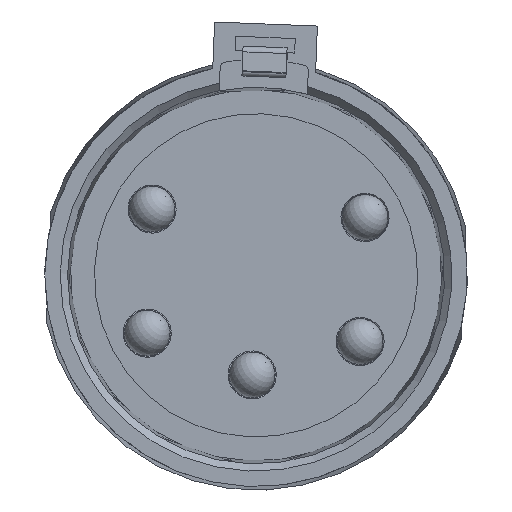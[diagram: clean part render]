
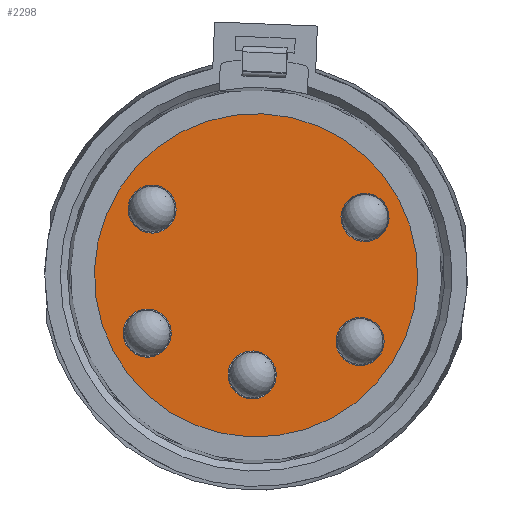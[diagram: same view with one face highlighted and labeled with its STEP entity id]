
A CAD part, left-side view. The second image highlights one B-rep face of the part: STEP entity #2298.
In plain terms, the highlighted planar face has unit normal (-1, 0, 0).
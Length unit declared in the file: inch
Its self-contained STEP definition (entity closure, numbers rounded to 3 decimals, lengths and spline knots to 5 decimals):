
#151=FACE_BOUND('',#649,.T.);
#152=FACE_BOUND('',#650,.T.);
#153=FACE_BOUND('',#651,.T.);
#154=FACE_BOUND('',#652,.T.);
#155=FACE_BOUND('',#653,.T.);
#489=PLANE('',#2524);
#546=FACE_OUTER_BOUND('',#648,.T.);
#648=EDGE_LOOP('',(#2050));
#649=EDGE_LOOP('',(#2051));
#650=EDGE_LOOP('',(#2052));
#651=EDGE_LOOP('',(#2053));
#652=EDGE_LOOP('',(#2054));
#653=EDGE_LOOP('',(#2055));
#841=CIRCLE('',#2525,0.405);
#842=CIRCLE('',#2526,0.0602);
#843=CIRCLE('',#2527,0.0602);
#844=CIRCLE('',#2528,0.0602);
#845=CIRCLE('',#2529,0.0602);
#846=CIRCLE('',#2530,0.0602);
#1165=VERTEX_POINT('',#4372);
#1166=VERTEX_POINT('',#4374);
#1167=VERTEX_POINT('',#4376);
#1168=VERTEX_POINT('',#4378);
#1169=VERTEX_POINT('',#4380);
#1170=VERTEX_POINT('',#4382);
#1567=EDGE_CURVE('',#1165,#1165,#841,.T.);
#1568=EDGE_CURVE('',#1166,#1166,#842,.T.);
#1569=EDGE_CURVE('',#1167,#1167,#843,.T.);
#1570=EDGE_CURVE('',#1168,#1168,#844,.T.);
#1571=EDGE_CURVE('',#1169,#1169,#845,.T.);
#1572=EDGE_CURVE('',#1170,#1170,#846,.T.);
#2050=ORIENTED_EDGE('',*,*,#1567,.T.);
#2051=ORIENTED_EDGE('',*,*,#1568,.T.);
#2052=ORIENTED_EDGE('',*,*,#1569,.T.);
#2053=ORIENTED_EDGE('',*,*,#1570,.T.);
#2054=ORIENTED_EDGE('',*,*,#1571,.T.);
#2055=ORIENTED_EDGE('',*,*,#1572,.T.);
#2298=ADVANCED_FACE('',(#546,#151,#152,#153,#154,#155),#489,.F.);
#2524=AXIS2_PLACEMENT_3D('',#4371,#3034,#3035);
#2525=AXIS2_PLACEMENT_3D('',#4373,#3036,#3037);
#2526=AXIS2_PLACEMENT_3D('',#4375,#3038,#3039);
#2527=AXIS2_PLACEMENT_3D('',#4377,#3040,#3041);
#2528=AXIS2_PLACEMENT_3D('',#4379,#3042,#3043);
#2529=AXIS2_PLACEMENT_3D('',#4381,#3044,#3045);
#2530=AXIS2_PLACEMENT_3D('',#4383,#3046,#3047);
#3034=DIRECTION('center_axis',(1.,0.,0.));
#3035=DIRECTION('ref_axis',(0.,0.911,-0.412));
#3036=DIRECTION('center_axis',(-1.,0.,0.));
#3037=DIRECTION('ref_axis',(0.,0.039,-0.999));
#3038=DIRECTION('center_axis',(1.,0.,0.));
#3039=DIRECTION('ref_axis',(0.,-0.999,-0.039));
#3040=DIRECTION('center_axis',(1.,0.,0.));
#3041=DIRECTION('ref_axis',(0.,-0.999,-0.039));
#3042=DIRECTION('center_axis',(1.,0.,0.));
#3043=DIRECTION('ref_axis',(0.,-0.999,-0.039));
#3044=DIRECTION('center_axis',(1.,0.,0.));
#3045=DIRECTION('ref_axis',(0.,-0.999,-0.039));
#3046=DIRECTION('center_axis',(1.,0.,0.));
#3047=DIRECTION('ref_axis',(0.,-0.999,-0.039));
#4371=CARTESIAN_POINT('Origin',(6.182,1.1674,-0.40411));
#4372=CARTESIAN_POINT('',(6.182,1.13548,0.40526));
#4373=CARTESIAN_POINT('Origin',(6.182,1.15144,0.00058));
#4374=CARTESIAN_POINT('',(6.182,1.48444,-0.14192));
#4375=CARTESIAN_POINT('Origin',(6.182,1.42429,-0.14429));
#4376=CARTESIAN_POINT('',(6.182,1.47218,0.16886));
#4377=CARTESIAN_POINT('Origin',(6.182,1.41203,0.16649));
#4378=CARTESIAN_POINT('',(6.182,0.93874,0.14782));
#4379=CARTESIAN_POINT('Origin',(6.182,0.87859,0.14545));
#4380=CARTESIAN_POINT('',(6.182,1.22144,-0.24669));
#4381=CARTESIAN_POINT('Origin',(6.182,1.16129,-0.24906));
#4382=CARTESIAN_POINT('',(6.182,0.951,-0.16296));
#4383=CARTESIAN_POINT('Origin',(6.182,0.89085,-0.16533));
